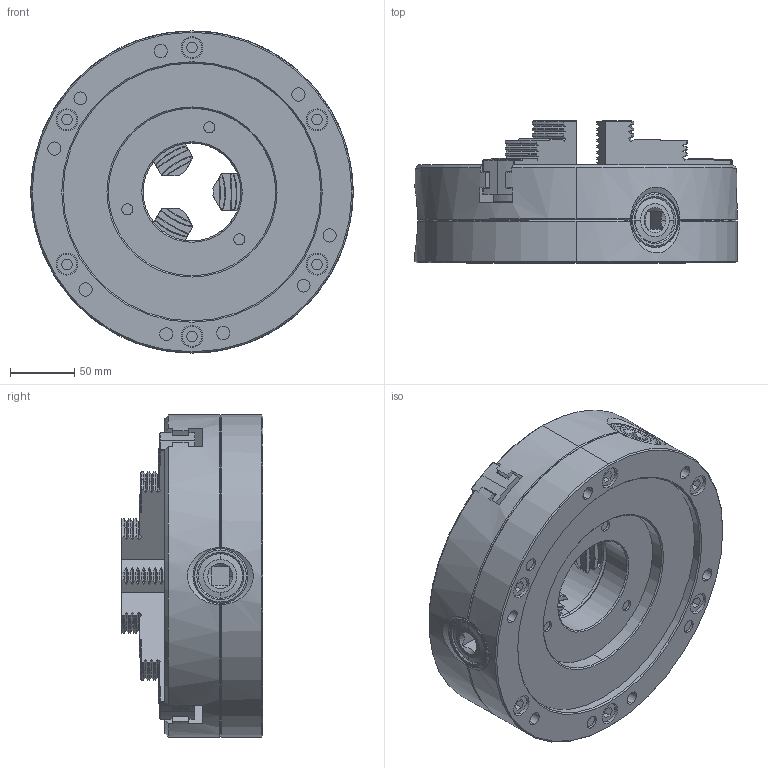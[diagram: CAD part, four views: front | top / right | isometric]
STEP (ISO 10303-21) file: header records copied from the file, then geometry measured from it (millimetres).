
FILE_DESCRIPTION (( 'STEP AP203' ), '1' );
FILE_NAME ('1-106-1000.STEP', '2024-03-12T02:42:40', ( '' ), ( '' ), 'SwSTEP 2.0', 'SolidWorks 2021', '' );
FILE_SCHEMA (( 'CONFIG_CONTROL_DESIGN' ));
Length unit declared in the file: millimetre
Products named in the file (3): OJ-PS3-250; 1-106-1000; part
Assembly tree (4 placements, depth 2):
  1-106-1000
    part
    OJ-PS3-250  x3
Bounding box: 250 x 110 x 250 mm (x, y, z)
Volume: 3182213.5 mm3; surface area: 279297.6 mm2
Topology: 4 solids, 4 shells, 1033 faces, 2670 edges, 1691 vertices
Faces by surface type: plane 411, cone 352, cylinder 264, bspline 6
Entity records: 17828 total; most frequent: CARTESIAN_POINT 4255, ORIENTED_EDGE 2780, DIRECTION 2769, EDGE_CURVE 1390, AXIS2_PLACEMENT_3D 1046, VERTEX_POINT 889, LINE 677, VECTOR 677
